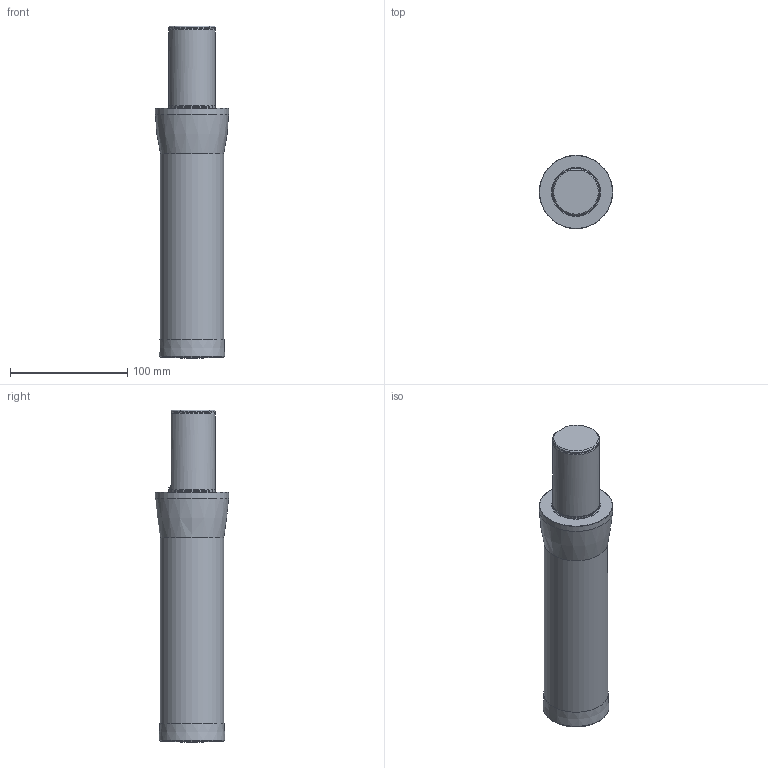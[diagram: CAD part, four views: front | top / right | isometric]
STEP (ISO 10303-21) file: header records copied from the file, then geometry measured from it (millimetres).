
FILE_DESCRIPTION(/* description */ ('3-D model version:1'),/* implementation_level */ '2;1');
FILE_NAME(/* name */ '880-D5600L40-03',/* time_stamp */ '2015-11-25T12:58:23+01:00',/* author */ ('CappDp'),/* organization */ ('AB Sandvik Coromant'),/* preprocessor_version */ 'ST-DEVELOPER v15',/* originating_system */ 'SIEMENS PLM Software NX 8.5',/* authorisation */ '');
FILE_SCHEMA (('AP203_CONFIGURATION_CONTROLLED_3D_DESIGN_OF_MECHANICAL_PARTS_AND_ASSEMBLIES_MIM_LF { 1 0 10303 403 2 1 2}'));
Length unit declared in the file: millimetre
Products named in the file (1): 8809_1_3D
Bounding box: 62.5 x 62.5 x 283 mm (x, y, z)
Volume: 626243.1 mm3; surface area: 58868.7 mm2
Topology: 2 solids, 2 shells, 33 faces, 72 edges, 43 vertices
Faces by surface type: cone 14, torus 7, cylinder 6, plane 5, revolution 1
Full cylindrical faces by diameter (mm): 39.5 x1, 39.992 x1, 54.2 x1, 62.5 x1
Entity records: 909 total; most frequent: CARTESIAN_POINT 206, DIRECTION 131, ORIENTED_EDGE 88, AXIS2_PLACEMENT_3D 62, EDGE_LOOP 55, FACE_BOUND 48, EDGE_CURVE 44, VERTEX_POINT 39
